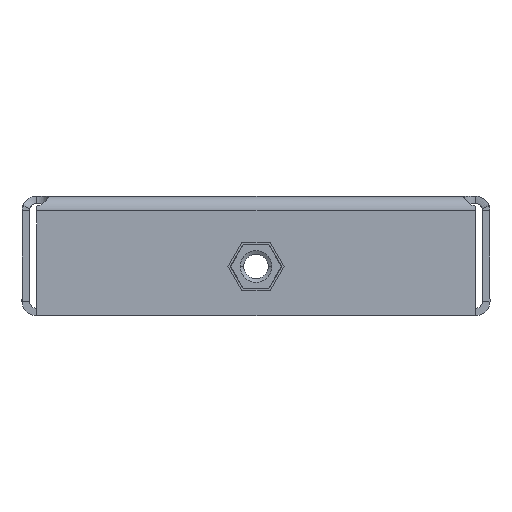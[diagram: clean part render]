
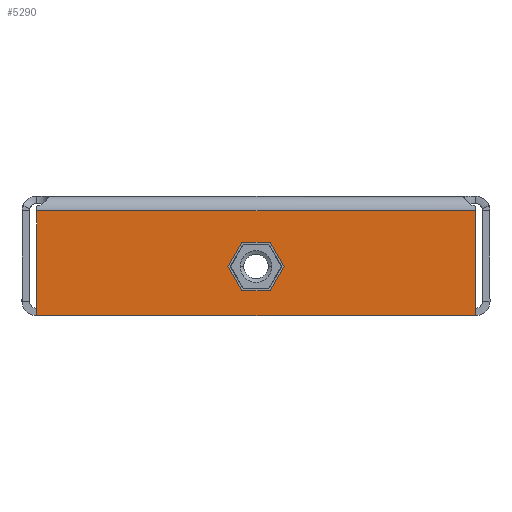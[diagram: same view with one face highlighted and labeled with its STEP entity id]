
A CAD part, left-side view. The second image highlights one B-rep face of the part: STEP entity #5290.
In plain terms, the highlighted planar face has unit normal (-1, 0, 0).
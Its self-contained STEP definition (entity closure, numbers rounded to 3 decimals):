
#20 = CARTESIAN_POINT ( 'NONE',  ( -152., 45., -3. ) ) ;
#253 = LINE ( 'NONE', #9626, #6118 ) ;
#285 = VECTOR ( 'NONE', #2501, 1000. ) ;
#390 = DIRECTION ( 'NONE',  ( 0., 0., 1. ) ) ;
#520 = EDGE_LOOP ( 'NONE', ( #2522, #4655, #7762, #2936 ) ) ;
#585 = CARTESIAN_POINT ( 'NONE',  ( -152., -5.312, -14.4 ) ) ;
#1215 = LINE ( 'NONE', #2035, #4941 ) ;
#1270 = EDGE_CURVE ( 'NONE', #1998, #6577, #6199, .T. ) ;
#1438 = ORIENTED_EDGE ( 'NONE', *, *, #1633, .T. ) ;
#1633 = EDGE_CURVE ( 'NONE', #3774, #8269, #4736, .T. ) ;
#1732 = LINE ( 'NONE', #8793, #3346 ) ;
#1998 = VERTEX_POINT ( 'NONE', #20 ) ;
#2035 = CARTESIAN_POINT ( 'NONE',  ( -152., -45., 0. ) ) ;
#2501 = DIRECTION ( 'NONE',  ( 0., -0.5, -0.866 ) ) ;
#2519 = VECTOR ( 'NONE', #4092, 1000. ) ;
#2522 = ORIENTED_EDGE ( 'NONE', *, *, #1270, .F. ) ;
#2793 = DIRECTION ( 'NONE',  ( 0., -0.5, 0.866 ) ) ;
#2797 = DIRECTION ( 'NONE',  ( 0., -1., 0. ) ) ;
#2846 = DIRECTION ( 'NONE',  ( 0., -1., 0. ) ) ;
#2901 = VECTOR ( 'NONE', #5421, 1000. ) ;
#2936 = ORIENTED_EDGE ( 'NONE', *, *, #4300, .T. ) ;
#3003 = FACE_OUTER_BOUND ( 'NONE', #520, .T. ) ;
#3181 = EDGE_CURVE ( 'NONE', #3473, #9425, #5148, .T. ) ;
#3346 = VECTOR ( 'NONE', #7932, 1000. ) ;
#3457 = VECTOR ( 'NONE', #2793, 1000. ) ;
#3473 = VERTEX_POINT ( 'NONE', #4168 ) ;
#3596 = VERTEX_POINT ( 'NONE', #5858 ) ;
#3767 = ORIENTED_EDGE ( 'NONE', *, *, #8262, .T. ) ;
#3774 = VERTEX_POINT ( 'NONE', #3974 ) ;
#3794 = VERTEX_POINT ( 'NONE', #6284 ) ;
#3816 = PLANE ( 'NONE',  #7898 ) ;
#3974 = CARTESIAN_POINT ( 'NONE',  ( -152., -2.656, -9.8 ) ) ;
#4092 = DIRECTION ( 'NONE',  ( 0., 1., 0. ) ) ;
#4168 = CARTESIAN_POINT ( 'NONE',  ( -152., 45., -24.5 ) ) ;
#4220 = DIRECTION ( 'NONE',  ( 0., 0., -1. ) ) ;
#4300 = EDGE_CURVE ( 'NONE', #9425, #6577, #1215, .T. ) ;
#4655 = ORIENTED_EDGE ( 'NONE', *, *, #8998, .T. ) ;
#4736 = LINE ( 'NONE', #9558, #285 ) ;
#4941 = VECTOR ( 'NONE', #390, 1000. ) ;
#5143 = CARTESIAN_POINT ( 'NONE',  ( -152., -2.252, -1.3 ) ) ;
#5145 = VECTOR ( 'NONE', #2846, 1000. ) ;
#5148 = LINE ( 'NONE', #7476, #8686 ) ;
#5237 = ORIENTED_EDGE ( 'NONE', *, *, #6112, .T. ) ;
#5290 = ADVANCED_FACE ( 'NONE', ( #6078, #3003 ), #3816, .F. ) ;
#5351 = ORIENTED_EDGE ( 'NONE', *, *, #8221, .T. ) ;
#5421 = DIRECTION ( 'NONE',  ( 0., -1., 0. ) ) ;
#5588 = ORIENTED_EDGE ( 'NONE', *, *, #5727, .T. ) ;
#5657 = CARTESIAN_POINT ( 'NONE',  ( -152., 45., 0. ) ) ;
#5684 = LINE ( 'NONE', #7339, #2519 ) ;
#5727 = EDGE_CURVE ( 'NONE', #7492, #8037, #5684, .T. ) ;
#5777 = CARTESIAN_POINT ( 'NONE',  ( -152., -2.656, -19. ) ) ;
#5839 = CARTESIAN_POINT ( 'NONE',  ( -152., -45., -24.5 ) ) ;
#5858 = CARTESIAN_POINT ( 'NONE',  ( -152., 5.312, -14.4 ) ) ;
#5879 = DIRECTION ( 'NONE',  ( 0., 0.5, -0.866 ) ) ;
#6000 = EDGE_LOOP ( 'NONE', ( #5237, #5588, #9589, #5351, #3767, #1438 ) ) ;
#6078 = FACE_BOUND ( 'NONE', #6000, .T. ) ;
#6112 = EDGE_CURVE ( 'NONE', #8269, #7492, #253, .T. ) ;
#6118 = VECTOR ( 'NONE', #5879, 1000. ) ;
#6199 = LINE ( 'NONE', #9317, #2901 ) ;
#6284 = CARTESIAN_POINT ( 'NONE',  ( -152., 2.656, -9.8 ) ) ;
#6577 = VERTEX_POINT ( 'NONE', #7570 ) ;
#6805 = VECTOR ( 'NONE', #4220, 1000. ) ;
#6957 = DIRECTION ( 'NONE',  ( 0., 0., -1. ) ) ;
#6993 = EDGE_CURVE ( 'NONE', #8037, #3596, #1732, .T. ) ;
#7216 = CARTESIAN_POINT ( 'NONE',  ( -152., 2.656, -19. ) ) ;
#7264 = LINE ( 'NONE', #5657, #6805 ) ;
#7339 = CARTESIAN_POINT ( 'NONE',  ( -152., 0., -19. ) ) ;
#7476 = CARTESIAN_POINT ( 'NONE',  ( -152., 0., -24.5 ) ) ;
#7492 = VERTEX_POINT ( 'NONE', #5777 ) ;
#7570 = CARTESIAN_POINT ( 'NONE',  ( -152., -45., -3. ) ) ;
#7672 = DIRECTION ( 'NONE',  ( 1., 0., 0. ) ) ;
#7762 = ORIENTED_EDGE ( 'NONE', *, *, #3181, .T. ) ;
#7898 = AXIS2_PLACEMENT_3D ( 'NONE', #9251, #7672, #6957 ) ;
#7932 = DIRECTION ( 'NONE',  ( 0., 0.5, 0.866 ) ) ;
#8037 = VERTEX_POINT ( 'NONE', #7216 ) ;
#8221 = EDGE_CURVE ( 'NONE', #3596, #3794, #9806, .T. ) ;
#8262 = EDGE_CURVE ( 'NONE', #3794, #3774, #9150, .T. ) ;
#8269 = VERTEX_POINT ( 'NONE', #585 ) ;
#8686 = VECTOR ( 'NONE', #2797, 1000. ) ;
#8793 = CARTESIAN_POINT ( 'NONE',  ( -152., 10.219, -5.9 ) ) ;
#8998 = EDGE_CURVE ( 'NONE', #1998, #3473, #7264, .T. ) ;
#9150 = LINE ( 'NONE', #9201, #5145 ) ;
#9201 = CARTESIAN_POINT ( 'NONE',  ( -152., 0., -9.8 ) ) ;
#9251 = CARTESIAN_POINT ( 'NONE',  ( -152., 0., 0. ) ) ;
#9317 = CARTESIAN_POINT ( 'NONE',  ( -152., -45., -3. ) ) ;
#9425 = VERTEX_POINT ( 'NONE', #5839 ) ;
#9558 = CARTESIAN_POINT ( 'NONE',  ( -152., 2.252, -1.3 ) ) ;
#9589 = ORIENTED_EDGE ( 'NONE', *, *, #6993, .T. ) ;
#9626 = CARTESIAN_POINT ( 'NONE',  ( -152., -10.219, -5.9 ) ) ;
#9806 = LINE ( 'NONE', #5143, #3457 ) ;
